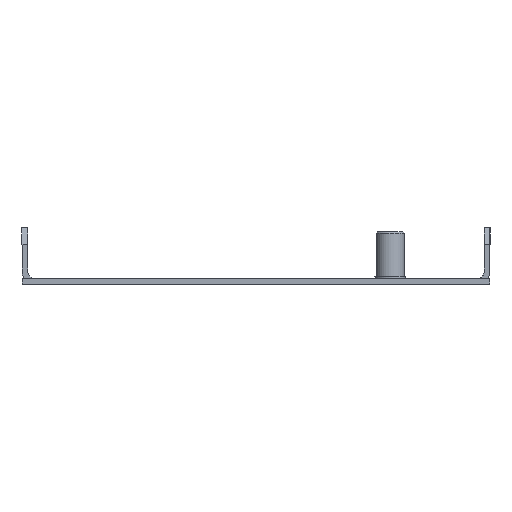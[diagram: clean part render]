
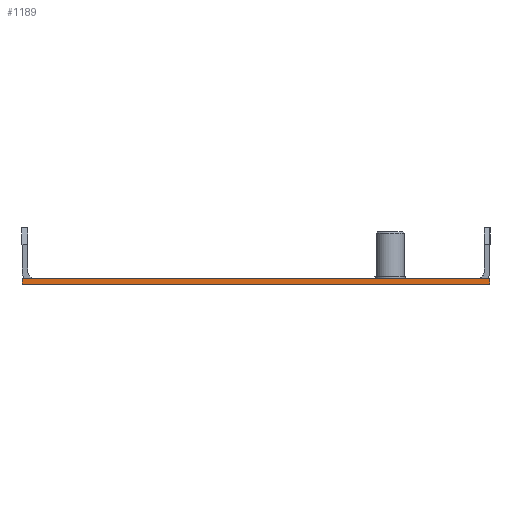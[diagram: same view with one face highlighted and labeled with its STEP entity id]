
A CAD part, left-side view. The second image highlights one B-rep face of the part: STEP entity #1189.
In plain terms, the highlighted free-form (B-spline) face has degree [1, 1] with [2, 2] control points.
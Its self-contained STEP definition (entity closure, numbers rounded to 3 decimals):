
#1099=CARTESIAN_POINT('V50',(-1215.863,
   -1039.807,1.116));
#1100=VERTEX_POINT('V50',#1099);
#1106=CARTESIAN_POINT('V51',(-1215.863,
   -940.307,1.116));
#1107=VERTEX_POINT('V51',#1106);
#1108=CARTESIAN_POINT('E58',(-1215.863,
   -1039.807,1.116));
#1109=CARTESIAN_POINT('E58',(-1215.863,
   -940.307,1.116));
#1110=QUASI_UNIFORM_CURVE('E58',1,(#1108,#1109),.POLYLINE_FORM.,.F.,
   .U.);
#1111=EDGE_CURVE('E58',#1100,#1107,#1110,.T.);
#1153=CARTESIAN_POINT('V15',(-1215.863,
   -940.307,2.316));
#1154=VERTEX_POINT('V15',#1153);
#1155=CARTESIAN_POINT('E71',(-1215.863,
   -940.307,2.316));
#1156=CARTESIAN_POINT('E71',(-1215.863,
   -940.307,1.116));
#1157=QUASI_UNIFORM_CURVE('E71',1,(#1155,#1156),.POLYLINE_FORM.,.F.,
   .U.);
#1158=EDGE_CURVE('E71',#1154,#1107,#1157,.T.);
#1168=CARTESIAN_POINT('F20',(-1215.863,
   -1044.782,1.056));
#1169=CARTESIAN_POINT('F20',(-1215.863,
   -935.332,1.056));
#1170=CARTESIAN_POINT('F20',(-1215.863,
   -1044.782,2.376));
#1171=CARTESIAN_POINT('F20',(-1215.863,
   -935.332,2.376));
#1172=QUASI_UNIFORM_SURFACE('F20',1,1,((#1168,#1170),(#1169,#1171))
,.PLANE_SURF.,.F.,.F.,.U.);
#1173=ORIENTED_EDGE('E71',*,*,#1158,.T.);
#1174=ORIENTED_EDGE('E58',*,*,#1111,.F.);
#1175=CARTESIAN_POINT('V14',(-1215.863,
   -1039.807,2.316));
#1176=VERTEX_POINT('V14',#1175);
#1177=CARTESIAN_POINT('E72',(-1215.863,
   -1039.807,2.316));
#1178=CARTESIAN_POINT('E72',(-1215.863,
   -1039.807,1.116));
#1179=QUASI_UNIFORM_CURVE('E72',1,(#1177,#1178),.POLYLINE_FORM.,.F.,
   .U.);
#1180=EDGE_CURVE('E72',#1176,#1100,#1179,.T.);
#1181=ORIENTED_EDGE('E72',*,*,#1180,.F.);
#1182=CARTESIAN_POINT('E14',(-1215.863,
   -1039.807,2.316));
#1183=CARTESIAN_POINT('E14',(-1215.863,
   -940.307,2.316));
#1184=QUASI_UNIFORM_CURVE('E14',1,(#1182,#1183),.POLYLINE_FORM.,.F.,
   .U.);
#1185=EDGE_CURVE('E14',#1176,#1154,#1184,.T.);
#1186=ORIENTED_EDGE('E14',*,*,#1185,.T.);
#1187=EDGE_LOOP('F20',(#1173,#1174,#1181,#1186));
#1188=FACE_OUTER_BOUND('F20',#1187,.T.);
#1189=ADVANCED_FACE('F20',(#1188),#1172,.F.);
